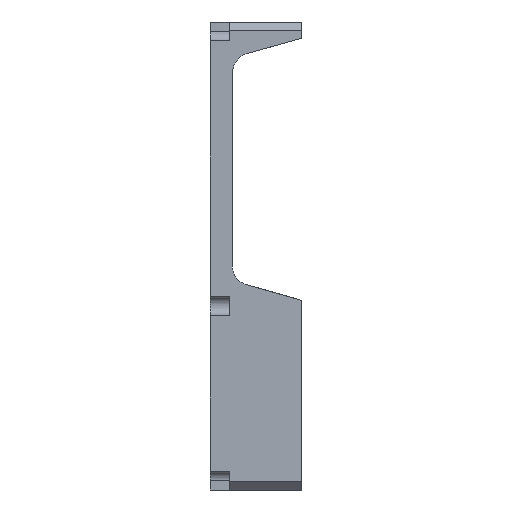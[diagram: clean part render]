
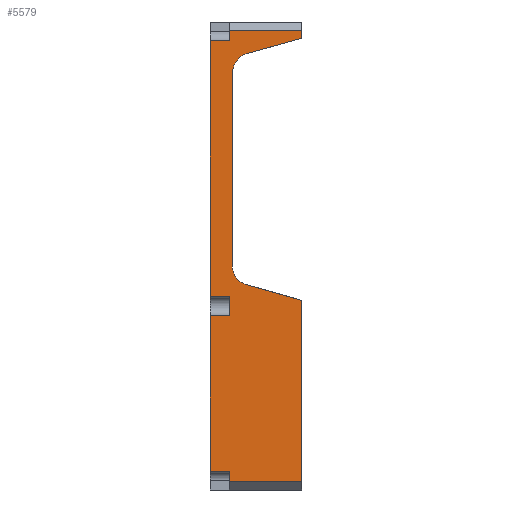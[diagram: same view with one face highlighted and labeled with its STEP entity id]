
A CAD part, left-side view. The second image highlights one B-rep face of the part: STEP entity #5579.
In plain terms, the highlighted planar face has unit normal (-1, 0, 0).
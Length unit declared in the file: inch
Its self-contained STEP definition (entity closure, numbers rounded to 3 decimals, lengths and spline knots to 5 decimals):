
#223=CIRCLE('',#5875,0.33762);
#224=CIRCLE('',#5876,0.35725);
#455=FACE_OUTER_BOUND('',#733,.T.);
#733=EDGE_LOOP('',(#3717,#3718,#3719,#3720,#3721,#3722,#3723,#3724,#3725,
#3726,#3727,#3728,#3729,#3730,#3731,#3732,#3733,#3734));
#1072=LINE('',#8073,#1667);
#1075=LINE('',#8079,#1670);
#1076=LINE('',#8081,#1671);
#1077=LINE('',#8083,#1672);
#1078=LINE('',#8085,#1673);
#1079=LINE('',#8087,#1674);
#1080=LINE('',#8089,#1675);
#1081=LINE('',#8091,#1676);
#1082=LINE('',#8093,#1677);
#1083=LINE('',#8095,#1678);
#1084=LINE('',#8097,#1679);
#1085=LINE('',#8099,#1680);
#1086=LINE('',#8101,#1681);
#1087=LINE('',#8105,#1682);
#1088=LINE('',#8109,#1683);
#1089=LINE('',#8110,#1684);
#1667=VECTOR('',#6424,0.3937);
#1670=VECTOR('',#6429,0.3937);
#1671=VECTOR('',#6430,0.3937);
#1672=VECTOR('',#6431,0.3937);
#1673=VECTOR('',#6432,0.3937);
#1674=VECTOR('',#6433,0.3937);
#1675=VECTOR('',#6434,0.3937);
#1676=VECTOR('',#6435,0.3937);
#1677=VECTOR('',#6436,0.3937);
#1678=VECTOR('',#6437,0.3937);
#1679=VECTOR('',#6438,0.3937);
#1680=VECTOR('',#6439,0.3937);
#1681=VECTOR('',#6440,0.3937);
#1682=VECTOR('',#6443,0.3937);
#1683=VECTOR('',#6446,0.3937);
#1684=VECTOR('',#6447,0.3937);
#2264=VERTEX_POINT('',#8070);
#2265=VERTEX_POINT('',#8072);
#2267=VERTEX_POINT('',#8078);
#2268=VERTEX_POINT('',#8080);
#2269=VERTEX_POINT('',#8082);
#2270=VERTEX_POINT('',#8084);
#2271=VERTEX_POINT('',#8086);
#2272=VERTEX_POINT('',#8088);
#2273=VERTEX_POINT('',#8090);
#2274=VERTEX_POINT('',#8092);
#2275=VERTEX_POINT('',#8094);
#2276=VERTEX_POINT('',#8096);
#2277=VERTEX_POINT('',#8098);
#2278=VERTEX_POINT('',#8100);
#2279=VERTEX_POINT('',#8102);
#2280=VERTEX_POINT('',#8104);
#2281=VERTEX_POINT('',#8106);
#2282=VERTEX_POINT('',#8108);
#2844=EDGE_CURVE('',#2264,#2265,#1072,.T.);
#2847=EDGE_CURVE('',#2264,#2267,#1075,.T.);
#2848=EDGE_CURVE('',#2267,#2268,#1076,.T.);
#2849=EDGE_CURVE('',#2269,#2268,#1077,.T.);
#2850=EDGE_CURVE('',#2269,#2270,#1078,.T.);
#2851=EDGE_CURVE('',#2270,#2271,#1079,.T.);
#2852=EDGE_CURVE('',#2271,#2272,#1080,.T.);
#2853=EDGE_CURVE('',#2273,#2272,#1081,.T.);
#2854=EDGE_CURVE('',#2273,#2274,#1082,.T.);
#2855=EDGE_CURVE('',#2274,#2275,#1083,.T.);
#2856=EDGE_CURVE('',#2276,#2275,#1084,.T.);
#2857=EDGE_CURVE('',#2276,#2277,#1085,.T.);
#2858=EDGE_CURVE('',#2277,#2278,#1086,.T.);
#2859=EDGE_CURVE('',#2278,#2279,#223,.T.);
#2860=EDGE_CURVE('',#2279,#2280,#1087,.T.);
#2861=EDGE_CURVE('',#2280,#2281,#224,.T.);
#2862=EDGE_CURVE('',#2281,#2282,#1088,.T.);
#2863=EDGE_CURVE('',#2282,#2265,#1089,.T.);
#3717=ORIENTED_EDGE('',*,*,#2844,.F.);
#3718=ORIENTED_EDGE('',*,*,#2847,.T.);
#3719=ORIENTED_EDGE('',*,*,#2848,.T.);
#3720=ORIENTED_EDGE('',*,*,#2849,.F.);
#3721=ORIENTED_EDGE('',*,*,#2850,.T.);
#3722=ORIENTED_EDGE('',*,*,#2851,.T.);
#3723=ORIENTED_EDGE('',*,*,#2852,.T.);
#3724=ORIENTED_EDGE('',*,*,#2853,.F.);
#3725=ORIENTED_EDGE('',*,*,#2854,.T.);
#3726=ORIENTED_EDGE('',*,*,#2855,.T.);
#3727=ORIENTED_EDGE('',*,*,#2856,.F.);
#3728=ORIENTED_EDGE('',*,*,#2857,.T.);
#3729=ORIENTED_EDGE('',*,*,#2858,.T.);
#3730=ORIENTED_EDGE('',*,*,#2859,.T.);
#3731=ORIENTED_EDGE('',*,*,#2860,.T.);
#3732=ORIENTED_EDGE('',*,*,#2861,.T.);
#3733=ORIENTED_EDGE('',*,*,#2862,.T.);
#3734=ORIENTED_EDGE('',*,*,#2863,.T.);
#5422=PLANE('',#5874);
#5579=ADVANCED_FACE('',(#455),#5422,.T.);
#5874=AXIS2_PLACEMENT_3D('',#8077,#6427,#6428);
#5875=AXIS2_PLACEMENT_3D('',#8103,#6441,#6442);
#5876=AXIS2_PLACEMENT_3D('',#8107,#6444,#6445);
#6424=DIRECTION('',(0.,-1.,0.));
#6427=DIRECTION('center_axis',(-1.,0.,0.));
#6428=DIRECTION('ref_axis',(0.,0.,1.));
#6429=DIRECTION('',(0.,0.,-1.));
#6430=DIRECTION('',(0.,1.,0.));
#6431=DIRECTION('',(0.,0.,1.));
#6432=DIRECTION('',(0.,-1.,0.));
#6433=DIRECTION('',(0.,0.,-1.));
#6434=DIRECTION('',(0.,1.,0.));
#6435=DIRECTION('',(0.,0.,1.));
#6436=DIRECTION('',(0.,-1.,0.));
#6437=DIRECTION('',(0.,0.,-1.));
#6438=DIRECTION('',(0.,1.,0.));
#6439=DIRECTION('',(0.,0.,1.));
#6440=DIRECTION('',(0.,0.962,0.272));
#6441=DIRECTION('center_axis',(1.,0.,0.));
#6442=DIRECTION('ref_axis',(0.,0.272,-0.962));
#6443=DIRECTION('',(0.,0.,1.));
#6444=DIRECTION('center_axis',(1.,0.,0.));
#6445=DIRECTION('ref_axis',(0.,1.,0.));
#6446=DIRECTION('',(0.,-0.963,0.268));
#6447=DIRECTION('',(0.,0.,1.));
#8070=CARTESIAN_POINT('',(-4.45175,1.245,9.2309));
#8072=CARTESIAN_POINT('',(-4.45175,0.,9.2309));
#8073=CARTESIAN_POINT('',(-4.45175,0.,9.2309));
#8077=CARTESIAN_POINT('Origin',(-4.45175,0.,1.3709));
#8078=CARTESIAN_POINT('',(-4.45175,1.245,9.0534));
#8079=CARTESIAN_POINT('',(-4.45175,1.245,5.41192));
#8080=CARTESIAN_POINT('',(-4.45175,1.57,9.0534));
#8081=CARTESIAN_POINT('',(-4.45175,0.785,9.0534));
#8082=CARTESIAN_POINT('',(-4.45175,1.57,4.6784));
#8083=CARTESIAN_POINT('',(-4.45175,1.57,1.3709));
#8084=CARTESIAN_POINT('',(-4.45175,1.245,4.6784));
#8085=CARTESIAN_POINT('',(-4.45175,0.785,4.6784));
#8086=CARTESIAN_POINT('',(-4.45175,1.245,4.3534));
#8087=CARTESIAN_POINT('',(-4.45175,1.245,2.9434));
#8088=CARTESIAN_POINT('',(-4.45175,1.57,4.3534));
#8089=CARTESIAN_POINT('',(-4.45175,0.785,4.3534));
#8090=CARTESIAN_POINT('',(-4.45175,1.57,1.6884));
#8091=CARTESIAN_POINT('',(-4.45175,1.57,1.3709));
#8092=CARTESIAN_POINT('',(-4.45175,1.245,1.6884));
#8093=CARTESIAN_POINT('',(-4.45175,0.785,1.6884));
#8094=CARTESIAN_POINT('',(-4.45175,1.245,1.5109));
#8095=CARTESIAN_POINT('',(-4.45175,1.245,1.35412));
#8096=CARTESIAN_POINT('',(-4.45175,0.,1.5109));
#8097=CARTESIAN_POINT('',(-4.45175,0.,1.5109));
#8098=CARTESIAN_POINT('',(-4.45175,0.,4.61345));
#8099=CARTESIAN_POINT('',(-4.45175,0.,1.3709));
#8100=CARTESIAN_POINT('',(-4.45175,0.94506,4.88085));
#8101=CARTESIAN_POINT('',(-4.45175,0.0478,4.62697));
#8102=CARTESIAN_POINT('',(-4.45175,1.19,5.18307));
#8103=CARTESIAN_POINT('Origin',(-4.45175,0.85314,5.20572));
#8104=CARTESIAN_POINT('',(-4.45175,1.19,8.491));
#8105=CARTESIAN_POINT('',(-4.45175,1.19,4.93095));
#8106=CARTESIAN_POINT('',(-4.45175,0.94903,8.82879));
#8107=CARTESIAN_POINT('Origin',(-4.45175,0.83275,8.491));
#8108=CARTESIAN_POINT('',(-4.45175,0.,9.09269));
#8109=CARTESIAN_POINT('',(-4.45175,0.99654,8.81558));
#8110=CARTESIAN_POINT('',(-4.45175,0.,1.3709));
